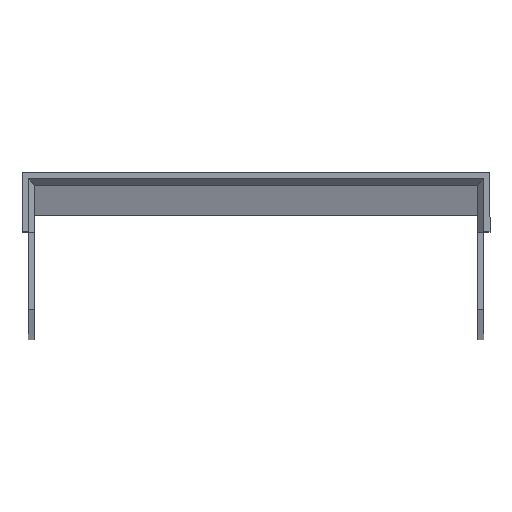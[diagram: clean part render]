
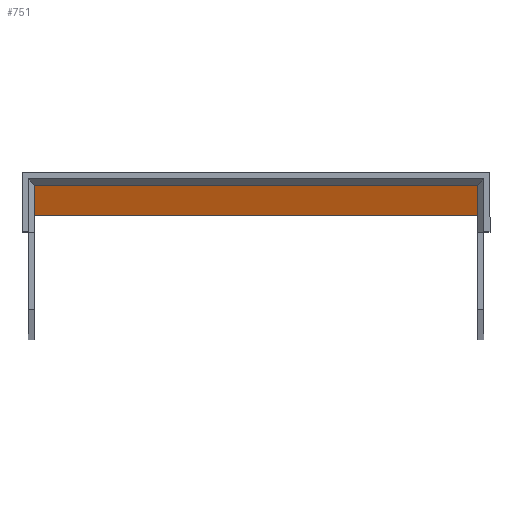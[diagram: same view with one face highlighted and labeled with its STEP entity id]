
A CAD part, top view. The second image highlights one B-rep face of the part: STEP entity #751.
In plain terms, the highlighted planar face has unit normal (0, -1, 0).
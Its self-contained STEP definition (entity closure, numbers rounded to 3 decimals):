
#38 = VERTEX_POINT ( 'NONE', #858 ) ;
#61 = FACE_OUTER_BOUND ( 'NONE', #385, .T. ) ;
#64 = FACE_BOUND ( 'NONE', #387, .T. ) ;
#137 = VECTOR ( 'NONE', #825, 1000. ) ;
#138 = VECTOR ( 'NONE', #816, 1000. ) ;
#139 = LINE ( 'NONE', #419, #137 ) ;
#140 = LINE ( 'NONE', #412, #138 ) ;
#142 = CIRCLE ( 'NONE', #581, 2.5 ) ;
#143 = VECTOR ( 'NONE', #410, 1000. ) ;
#146 = LINE ( 'NONE', #413, #143 ) ;
#160 = VECTOR ( 'NONE', #445, 1000. ) ;
#165 = LINE ( 'NONE', #454, #160 ) ;
#270 = ORIENTED_EDGE ( 'NONE', *, *, #603, .F. ) ;
#271 = ORIENTED_EDGE ( 'NONE', *, *, #604, .T. ) ;
#274 = ORIENTED_EDGE ( 'NONE', *, *, #592, .F. ) ;
#275 = ORIENTED_EDGE ( 'NONE', *, *, #605, .F. ) ;
#277 = ORIENTED_EDGE ( 'NONE', *, *, #601, .T. ) ;
#349 = VERTEX_POINT ( 'NONE', #476 ) ;
#350 = VERTEX_POINT ( 'NONE', #487 ) ;
#354 = VERTEX_POINT ( 'NONE', #455 ) ;
#369 = VERTEX_POINT ( 'NONE', #418 ) ;
#385 = EDGE_LOOP ( 'NONE', ( #271, #274, #275, #277 ) ) ;
#387 = EDGE_LOOP ( 'NONE', ( #270 ) ) ;
#410 = DIRECTION ( 'NONE',  ( 0., 0., -1. ) ) ;
#412 = CARTESIAN_POINT ( 'NONE',  ( -25., 0., 1969. ) ) ;
#413 = CARTESIAN_POINT ( 'NONE',  ( -25., 0., 1969. ) ) ;
#418 = CARTESIAN_POINT ( 'NONE',  ( -25., 0., 1969. ) ) ;
#419 = CARTESIAN_POINT ( 'NONE',  ( -25., 0., 0. ) ) ;
#445 = DIRECTION ( 'NONE',  ( 0., 0., -1. ) ) ;
#454 = CARTESIAN_POINT ( 'NONE',  ( 25., 0., 1969. ) ) ;
#455 = CARTESIAN_POINT ( 'NONE',  ( 25., 0., 0. ) ) ;
#476 = CARTESIAN_POINT ( 'NONE',  ( -25., 0., 0. ) ) ;
#487 = CARTESIAN_POINT ( 'NONE',  ( 25., 0., 1969. ) ) ;
#566 = AXIS2_PLACEMENT_3D ( 'NONE', #690, #679, #677 ) ;
#581 = AXIS2_PLACEMENT_3D ( 'NONE', #828, #827, #826 ) ;
#592 = EDGE_CURVE ( 'NONE', #350, #354, #165, .T. ) ;
#601 = EDGE_CURVE ( 'NONE', #369, #349, #146, .T. ) ;
#603 = EDGE_CURVE ( 'NONE', #38, #38, #142, .T. ) ;
#604 = EDGE_CURVE ( 'NONE', #349, #354, #139, .T. ) ;
#605 = EDGE_CURVE ( 'NONE', #369, #350, #140, .T. ) ;
#677 = DIRECTION ( 'NONE',  ( 0., 0., 1. ) ) ;
#679 = DIRECTION ( 'NONE',  ( 0., 1., 0. ) ) ;
#685 = PLANE ( 'NONE',  #566 ) ;
#690 = CARTESIAN_POINT ( 'NONE',  ( -25., 0., 1969. ) ) ;
#751 = ADVANCED_FACE ( 'NONE', ( #64, #61 ), #685, .F. ) ;
#816 = DIRECTION ( 'NONE',  ( 1., 0., 0. ) ) ;
#825 = DIRECTION ( 'NONE',  ( 1., 0., 0. ) ) ;
#826 = DIRECTION ( 'NONE',  ( 0., 0., 1. ) ) ;
#827 = DIRECTION ( 'NONE',  ( 0., -1., 0. ) ) ;
#828 = CARTESIAN_POINT ( 'NONE',  ( 0., 0., 15. ) ) ;
#858 = CARTESIAN_POINT ( 'NONE',  ( 0., 0., 17.5 ) ) ;
